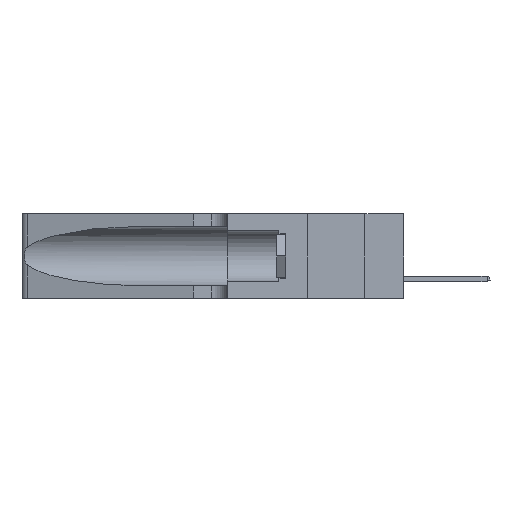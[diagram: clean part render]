
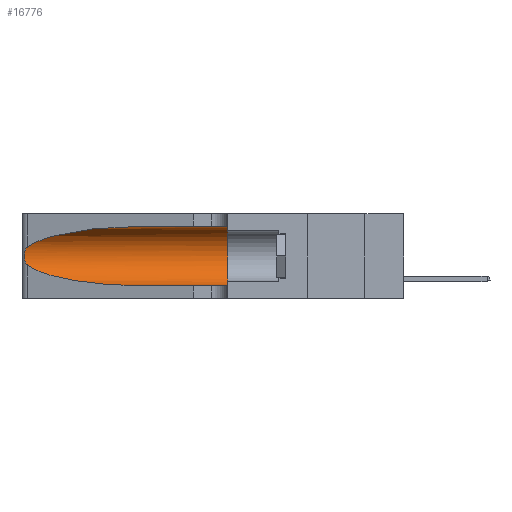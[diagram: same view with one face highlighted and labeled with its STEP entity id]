
A CAD part, left-side view. The second image highlights one B-rep face of the part: STEP entity #16776.
In plain terms, the highlighted cylindrical face has radius 3.308 mm (diameter 6.617 mm), a partial arc.
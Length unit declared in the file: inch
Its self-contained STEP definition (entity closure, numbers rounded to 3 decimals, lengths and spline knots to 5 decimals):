
#1036 = ORIENTED_EDGE ( 'NONE', *, *, #42069, .F. ) ;
#1642 = ORIENTED_EDGE ( 'NONE', *, *, #16265, .F. ) ;
#1800 = CARTESIAN_POINT ( 'NONE',  ( 0.2373, 1.15595, 0.08982 ) ) ;
#1893 = CARTESIAN_POINT ( 'NONE',  ( 0.26075, 1.23896, 0.178 ) ) ;
#4066 = VERTEX_POINT ( 'NONE', #39293 ) ;
#6253 = ORIENTED_EDGE ( 'NONE', *, *, #38630, .T. ) ;
#6343 = CARTESIAN_POINT ( 'NONE',  ( 0.25854, 1.2359, 0.20912 ) ) ;
#6854 = CIRCLE ( 'NONE', #23676, 0.13025 ) ;
#7294 = DIRECTION ( 'NONE',  ( 0., -1., 0. ) ) ;
#7328 = EDGE_CURVE ( 'NONE', #12414, #4066, #40944, .T. ) ;
#8711 = CARTESIAN_POINT ( 'NONE',  ( 0.1305, 0.35, 0.31525 ) ) ;
#9297 = ORIENTED_EDGE ( 'NONE', *, *, #7328, .T. ) ;
#9633 = CARTESIAN_POINT ( 'NONE',  ( 0.1305, 0.35, 0.185 ) ) ;
#10286 = VERTEX_POINT ( 'NONE', #43517 ) ;
#12414 = VERTEX_POINT ( 'NONE', #29005 ) ;
#14906 = DIRECTION ( 'NONE',  ( 0., -1., 0. ) ) ;
#14992 = VERTEX_POINT ( 'NONE', #19616 ) ;
#15089 = CARTESIAN_POINT ( 'NONE',  ( 0.1305, 1.61858, 0.31525 ) ) ;
#16265 = EDGE_CURVE ( 'NONE', #18108, #14992, #6854, .T. ) ;
#16776 = ADVANCED_FACE ( 'NONE', ( #44984 ), #34882, .F. ) ;
#17217 = CARTESIAN_POINT ( 'NONE',  ( 0.26075, 1.23896, 0.19203 ) ) ;
#18108 = VERTEX_POINT ( 'NONE', #8711 ) ;
#18370 = CARTESIAN_POINT ( 'NONE',  ( 0.1305, 1.61858, 0.185 ) ) ;
#18834 = CARTESIAN_POINT ( 'NONE',  ( 0.25639, 1.23186, 0.15144 ) ) ;
#18979 = CARTESIAN_POINT ( 'NONE',  ( 0.25555, 1.22993, 0.14849 ) ) ;
#19155 = DIRECTION ( 'NONE',  ( 0., -1., 0. ) ) ;
#19616 = CARTESIAN_POINT ( 'NONE',  ( 0.1305, 0.35, 0.05475 ) ) ;
#21036 = EDGE_CURVE ( 'NONE', #21531, #10286, #21264, .T. ) ;
#21071 = DIRECTION ( 'NONE',  ( 0., 1., 0. ) ) ;
#21264 =( BOUNDED_CURVE ( )  B_SPLINE_CURVE ( 3, ( #44152, #29381, #47957, #37312 ),
 .UNSPECIFIED., .F., .F. ) 
 B_SPLINE_CURVE_WITH_KNOTS ( ( 4, 4 ),
 ( 1.5708, 2.84003 ),
 .UNSPECIFIED. ) 
 CURVE ( )  GEOMETRIC_REPRESENTATION_ITEM ( )  RATIONAL_B_SPLINE_CURVE ( ( 1., 0.87, 0.87, 1. ) ) 
 REPRESENTATION_ITEM ( '' )  );
#21531 = VERTEX_POINT ( 'NONE', #25418 ) ;
#21701 = CARTESIAN_POINT ( 'NONE',  ( 0.25789, 1.23486, 0.15765 ) ) ;
#22436 = CARTESIAN_POINT ( 'NONE',  ( 0.25487, 1.22718, 0.14631 ) ) ;
#23676 = AXIS2_PLACEMENT_3D ( 'NONE', #9633, #21071, #28107 ) ;
#24125 = CARTESIAN_POINT ( 'NONE',  ( 0.25555, 1.22994, 0.2215 ) ) ;
#25418 = CARTESIAN_POINT ( 'NONE',  ( 0.1305, 0.72297, 0.31525 ) ) ;
#26366 = EDGE_LOOP ( 'NONE', ( #30905, #6253, #9297, #32762, #1642, #1036 ) ) ;
#28107 = DIRECTION ( 'NONE',  ( 0., 0., 1. ) ) ;
#28123 = CARTESIAN_POINT ( 'NONE',  ( 0.25487, 1.22718, 0.14631 ) ) ;
#29005 = CARTESIAN_POINT ( 'NONE',  ( 0.25487, 1.22718, 0.14631 ) ) ;
#29061 = CARTESIAN_POINT ( 'NONE',  ( 0.26017, 1.23833, 0.17102 ) ) ;
#29221 = DIRECTION ( 'NONE',  ( 0., 0., -1. ) ) ;
#29381 = CARTESIAN_POINT ( 'NONE',  ( 0.18966, 0.96281, 0.31525 ) ) ;
#29705 = CARTESIAN_POINT ( 'NONE',  ( 0.1305, 1.61858, 0.05475 ) ) ;
#30006 = AXIS2_PLACEMENT_3D ( 'NONE', #18370, #14906, #29221 ) ;
#30194 = EDGE_CURVE ( 'NONE', #4066, #14992, #47199, .T. ) ;
#30387 = LINE ( 'NONE', #15089, #48246 ) ;
#30905 = ORIENTED_EDGE ( 'NONE', *, *, #21036, .T. ) ;
#32345 = CARTESIAN_POINT ( 'NONE',  ( 0.25787, 1.23484, 0.2124 ) ) ;
#32364 = VECTOR ( 'NONE', #7294, 39.37008 ) ;
#32762 = ORIENTED_EDGE ( 'NONE', *, *, #30194, .T. ) ;
#34882 = CYLINDRICAL_SURFACE ( 'NONE', #30006, 0.13025 ) ;
#35549 = CARTESIAN_POINT ( 'NONE',  ( 0.18966, 0.96281, 0.05475 ) ) ;
#35991 = CARTESIAN_POINT ( 'NONE',  ( 0.25639, 1.23184, 0.21858 ) ) ;
#37312 = CARTESIAN_POINT ( 'NONE',  ( 0.25487, 1.22718, 0.22369 ) ) ;
#38630 = EDGE_CURVE ( 'NONE', #10286, #12414, #42421, .T. ) ;
#39293 = CARTESIAN_POINT ( 'NONE',  ( 0.1305, 0.72297, 0.05475 ) ) ;
#39311 = CARTESIAN_POINT ( 'NONE',  ( 0.26018, 1.23835, 0.19895 ) ) ;
#40944 =( BOUNDED_CURVE ( )  B_SPLINE_CURVE ( 3, ( #28123, #1800, #35549, #43355 ),
 .UNSPECIFIED., .F., .F. ) 
 B_SPLINE_CURVE_WITH_KNOTS ( ( 4, 4 ),
 ( 3.44316, 4.71239 ),
 .UNSPECIFIED. ) 
 CURVE ( )  GEOMETRIC_REPRESENTATION_ITEM ( )  RATIONAL_B_SPLINE_CURVE ( ( 1., 0.87, 0.87, 1. ) ) 
 REPRESENTATION_ITEM ( '' )  );
#42069 = EDGE_CURVE ( 'NONE', #21531, #18108, #30387, .T. ) ;
#42421 = B_SPLINE_CURVE_WITH_KNOTS ( 'NONE', 3,
 ( #46066, #24125, #35991, #32345, #6343, #39311, #17217, #1893, #29061, #43964, #21701, #18834, #18979, #22436 ),
 .UNSPECIFIED., .F., .F.,
 ( 4, 2, 2, 2, 2, 2, 4 ),
 ( 0., 0.00027, 0.00053, 0.00107, 0.0016, 0.00187, 0.00214 ),
 .UNSPECIFIED. ) ;
#43355 = CARTESIAN_POINT ( 'NONE',  ( 0.1305, 0.72297, 0.05475 ) ) ;
#43517 = CARTESIAN_POINT ( 'NONE',  ( 0.25487, 1.22718, 0.22369 ) ) ;
#43964 = CARTESIAN_POINT ( 'NONE',  ( 0.25856, 1.23593, 0.16098 ) ) ;
#44152 = CARTESIAN_POINT ( 'NONE',  ( 0.1305, 0.72297, 0.31525 ) ) ;
#44984 = FACE_OUTER_BOUND ( 'NONE', #26366, .T. ) ;
#46066 = CARTESIAN_POINT ( 'NONE',  ( 0.25487, 1.22718, 0.22369 ) ) ;
#47199 = LINE ( 'NONE', #29705, #32364 ) ;
#47957 = CARTESIAN_POINT ( 'NONE',  ( 0.2373, 1.15595, 0.28018 ) ) ;
#48246 = VECTOR ( 'NONE', #19155, 39.37008 ) ;
